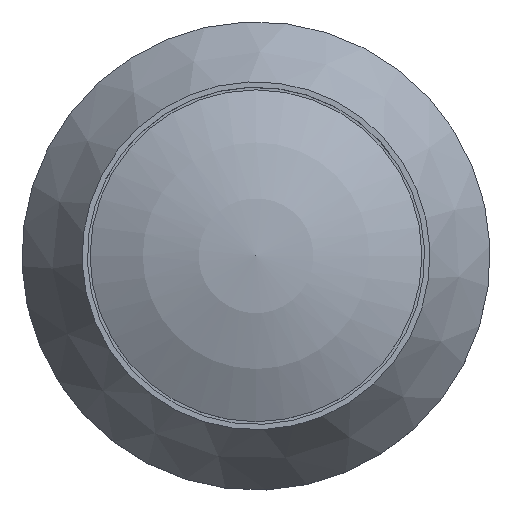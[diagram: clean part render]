
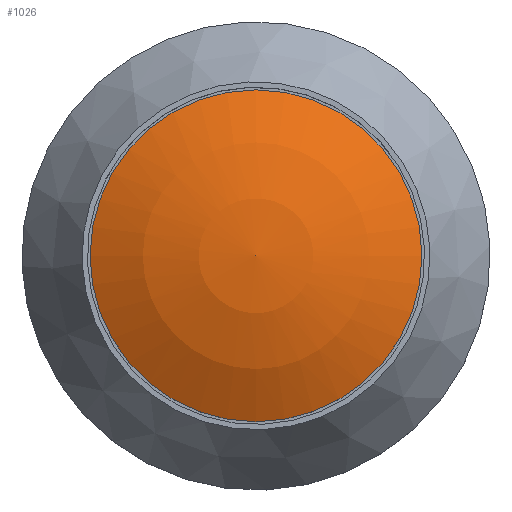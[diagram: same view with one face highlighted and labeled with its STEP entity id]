
A CAD part, top view. The second image highlights one B-rep face of the part: STEP entity #1026.
In plain terms, the highlighted spherical face has radius 12.812 mm.
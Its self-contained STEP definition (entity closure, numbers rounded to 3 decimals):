
#97=SPHERICAL_SURFACE('',#3636,12.813);
#354=FACE_OUTER_BOUND('',#1505,.T.);
#1026=ADVANCED_FACE('',(#354),#97,.T.);
#1505=EDGE_LOOP('',(#2019));
#2019=ORIENTED_EDGE('',*,*,#3092,.F.);
#2721=VERTEX_POINT('',#6998);
#3092=EDGE_CURVE('',#2721,#2721,#3431,.T.);
#3431=CIRCLE('',#3635,6.2);
#3635=AXIS2_PLACEMENT_3D('',#6997,#4173,#4174);
#3636=AXIS2_PLACEMENT_3D('',#6999,#4175,#4176);
#4173=DIRECTION('',(0.,0.,-1.));
#4174=DIRECTION('',(-1.,0.,0.));
#4175=DIRECTION('',(0.,0.,-1.));
#4176=DIRECTION('',(1.,0.,0.));
#6997=CARTESIAN_POINT('',(0.,0.,13.8));
#6998=CARTESIAN_POINT('',(-6.2,0.,13.8));
#6999=CARTESIAN_POINT('',(0.,0.,2.588));
